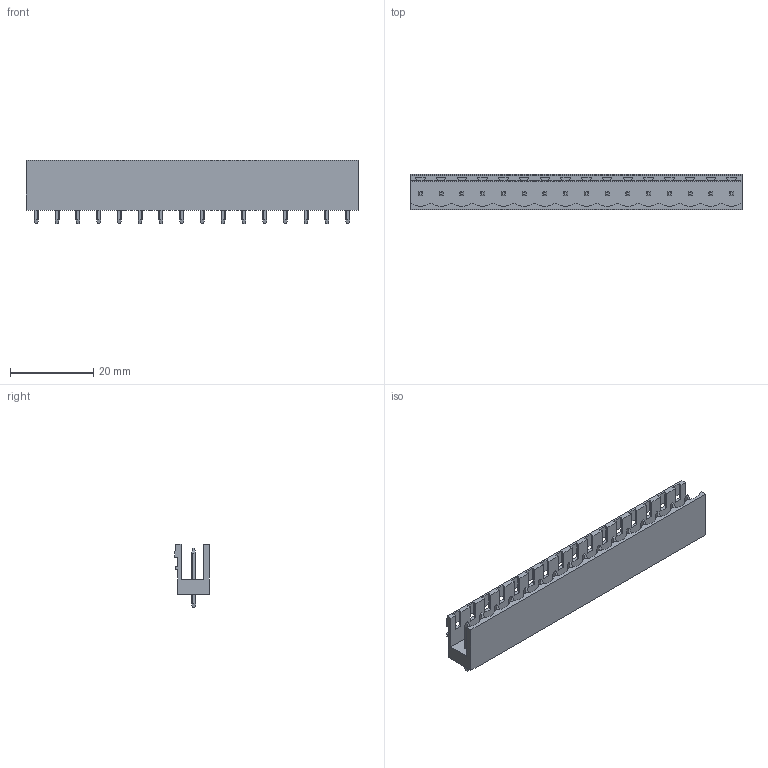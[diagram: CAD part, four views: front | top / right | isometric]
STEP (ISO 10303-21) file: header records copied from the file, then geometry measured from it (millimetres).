
FILE_DESCRIPTION(('CATIA V5 STEP Exchange','CAx-IF Rec.Pracs.--- Model Styling and Organization---1.2---2011-12-15'),'2;1');
FILE_NAME ('D1457124_0_1841070000_1841070000.stp','2018-11-20T03:32:41+00:00',('none'),('Weidmueller'),'CATIA Version 5-6 Release 2014','CATIA V5 STEP AP214','none');
FILE_SCHEMA(('AUTOMOTIVE_DESIGN { 1 0 10303 214 1 1 1 1 }'));
Length unit declared in the file: millimetre
Products named in the file (1): 1841070000
Bounding box: 80 x 8.43 x 15.2 mm (x, y, z)
Volume: 3640.2 mm3; surface area: 5913.9 mm2
Topology: 17 solids, 17 shells, 595 faces, 1792 edges, 1199 vertices
Faces by surface type: plane 449, cylinder 146
Entity records: 18674 total; most frequent: CARTESIAN_POINT 4222, ORIENTED_EDGE 3584, DIRECTION 2076, EDGE_CURVE 1792, VECTOR 1244, LINE 1244, VERTEX_POINT 1199, EDGE_LOOP 627
